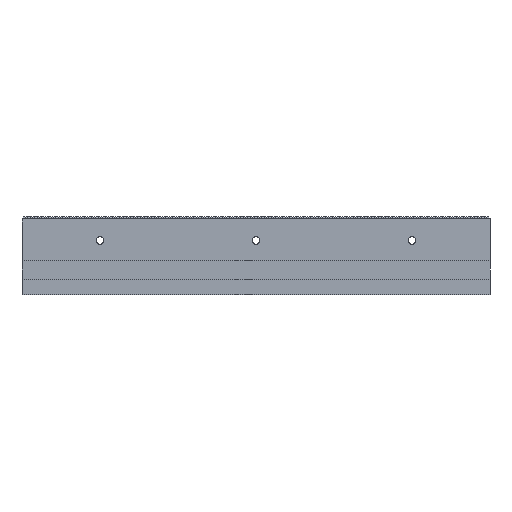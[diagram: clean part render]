
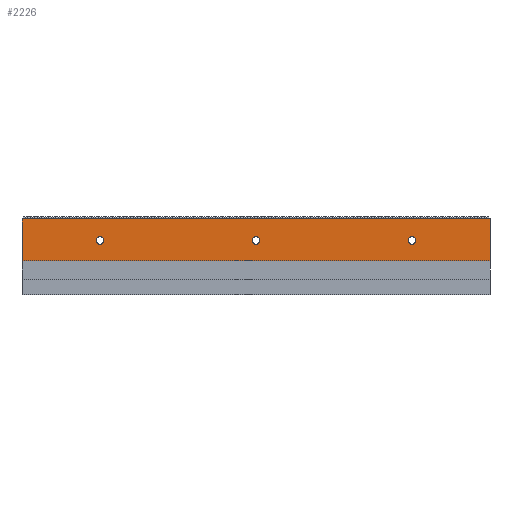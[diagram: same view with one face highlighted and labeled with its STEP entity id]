
A CAD part, left-side view. The second image highlights one B-rep face of the part: STEP entity #2226.
In plain terms, the highlighted planar face has unit normal (-1, 0, 0).
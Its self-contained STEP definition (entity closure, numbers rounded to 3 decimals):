
#2226 = ADVANCED_FACE( '', ( #5343, #5344, #5345, #5346 ), #5347, .F. );
#5343 = FACE_BOUND( '', #9376, .T. );
#5344 = FACE_BOUND( '', #9377, .T. );
#5345 = FACE_BOUND( '', #9378, .T. );
#5346 = FACE_OUTER_BOUND( '', #9379, .T. );
#5347 = PLANE( '', #9380 );
#9376 = EDGE_LOOP( '', ( #16225 ) );
#9377 = EDGE_LOOP( '', ( #16226 ) );
#9378 = EDGE_LOOP( '', ( #16227 ) );
#9379 = EDGE_LOOP( '', ( #16228, #16229, #16230, #16231, #16232, #16233 ) );
#9380 = AXIS2_PLACEMENT_3D( '', #16234, #16235, #16236 );
#16225 = ORIENTED_EDGE( '', *, *, #27678, .F. );
#16226 = ORIENTED_EDGE( '', *, *, #25888, .F. );
#16227 = ORIENTED_EDGE( '', *, *, #27679, .F. );
#16228 = ORIENTED_EDGE( '', *, *, #27680, .T. );
#16229 = ORIENTED_EDGE( '', *, *, #25470, .F. );
#16230 = ORIENTED_EDGE( '', *, *, #25814, .T. );
#16231 = ORIENTED_EDGE( '', *, *, #27681, .T. );
#16232 = ORIENTED_EDGE( '', *, *, #27682, .F. );
#16233 = ORIENTED_EDGE( '', *, *, #27683, .F. );
#16234 = CARTESIAN_POINT( '', ( -25., -150., 25. ) );
#16235 = DIRECTION( '', ( 1., 0., 0. ) );
#16236 = DIRECTION( '', ( 0., 0., -1. ) );
#25470 = EDGE_CURVE( '', #30920, #30922, #30923, .T. );
#25814 = EDGE_CURVE( '', #30920, #31529, #31530, .T. );
#25888 = EDGE_CURVE( '', #31660, #31660, #31661, .T. );
#27678 = EDGE_CURVE( '', #34676, #34676, #34677, .T. );
#27679 = EDGE_CURVE( '', #34678, #34678, #34679, .T. );
#27680 = EDGE_CURVE( '', #34680, #30922, #34681, .T. );
#27681 = EDGE_CURVE( '', #31529, #34682, #34683, .T. );
#27682 = EDGE_CURVE( '', #34684, #34682, #34685, .T. );
#27683 = EDGE_CURVE( '', #34680, #34684, #34686, .T. );
#30920 = VERTEX_POINT( '', #38996 );
#30922 = VERTEX_POINT( '', #38999 );
#30923 = LINE( '', #39000, #39001 );
#31529 = VERTEX_POINT( '', #39865 );
#31530 = LINE( '', #39866, #39867 );
#31660 = VERTEX_POINT( '', #40058 );
#31661 = CIRCLE( '', #40059, 2.5 );
#34676 = VERTEX_POINT( '', #44552 );
#34677 = CIRCLE( '', #44553, 2.5 );
#34678 = VERTEX_POINT( '', #44554 );
#34679 = CIRCLE( '', #44555, 2.5 );
#34680 = VERTEX_POINT( '', #44556 );
#34681 = LINE( '', #44557, #44558 );
#34682 = VERTEX_POINT( '', #44559 );
#34683 = LINE( '', #44560, #44561 );
#34684 = VERTEX_POINT( '', #44562 );
#34685 = LINE( '', #44563, #44564 );
#34686 = LINE( '', #44565, #44566 );
#38996 = CARTESIAN_POINT( '', ( -25., 150., 23.75 ) );
#38999 = CARTESIAN_POINT( '', ( -25., 149.75, 24. ) );
#39000 = CARTESIAN_POINT( '', ( -25., 150., 23.75 ) );
#39001 = VECTOR( '', #50264, 1000. );
#39865 = CARTESIAN_POINT( '', ( -25., 150., -3. ) );
#39866 = CARTESIAN_POINT( '', ( -25., 150., 25. ) );
#39867 = VECTOR( '', #50568, 1000. );
#40058 = CARTESIAN_POINT( '', ( -25., 2.5, 10. ) );
#40059 = AXIS2_PLACEMENT_3D( '', #50633, #50634, #50635 );
#44552 = CARTESIAN_POINT( '', ( -25., 102.5, 10. ) );
#44553 = AXIS2_PLACEMENT_3D( '', #52201, #52202, #52203 );
#44554 = CARTESIAN_POINT( '', ( -25., -97.5, 10. ) );
#44555 = AXIS2_PLACEMENT_3D( '', #52204, #52205, #52206 );
#44556 = CARTESIAN_POINT( '', ( -25., -149.75, 24. ) );
#44557 = CARTESIAN_POINT( '', ( -25., -150., 24. ) );
#44558 = VECTOR( '', #52207, 1000. );
#44559 = CARTESIAN_POINT( '', ( -25., -150., -3. ) );
#44560 = CARTESIAN_POINT( '', ( -25., 150., -3. ) );
#44561 = VECTOR( '', #52208, 1000. );
#44562 = CARTESIAN_POINT( '', ( -25., -150., 23.75 ) );
#44563 = CARTESIAN_POINT( '', ( -25., -150., 25. ) );
#44564 = VECTOR( '', #52209, 1000. );
#44565 = CARTESIAN_POINT( '', ( -25., -148.75, 25. ) );
#44566 = VECTOR( '', #52210, 1000. );
#50264 = DIRECTION( '', ( 0., -0.707, 0.707 ) );
#50568 = DIRECTION( '', ( 0., 0., -1. ) );
#50633 = CARTESIAN_POINT( '', ( -25., 0., 10. ) );
#50634 = DIRECTION( '', ( -1., 0., 0. ) );
#50635 = DIRECTION( '', ( 0., 1., 0. ) );
#52201 = CARTESIAN_POINT( '', ( -25., 100., 10. ) );
#52202 = DIRECTION( '', ( -1., 0., 0. ) );
#52203 = DIRECTION( '', ( 0., 1., 0. ) );
#52204 = CARTESIAN_POINT( '', ( -25., -100., 10. ) );
#52205 = DIRECTION( '', ( -1., 0., 0. ) );
#52206 = DIRECTION( '', ( 0., 1., 0. ) );
#52207 = DIRECTION( '', ( 0., 1., 0. ) );
#52208 = DIRECTION( '', ( 0., -1., 0. ) );
#52209 = DIRECTION( '', ( 0., 0., -1. ) );
#52210 = DIRECTION( '', ( 0., -0.707, -0.707 ) );
